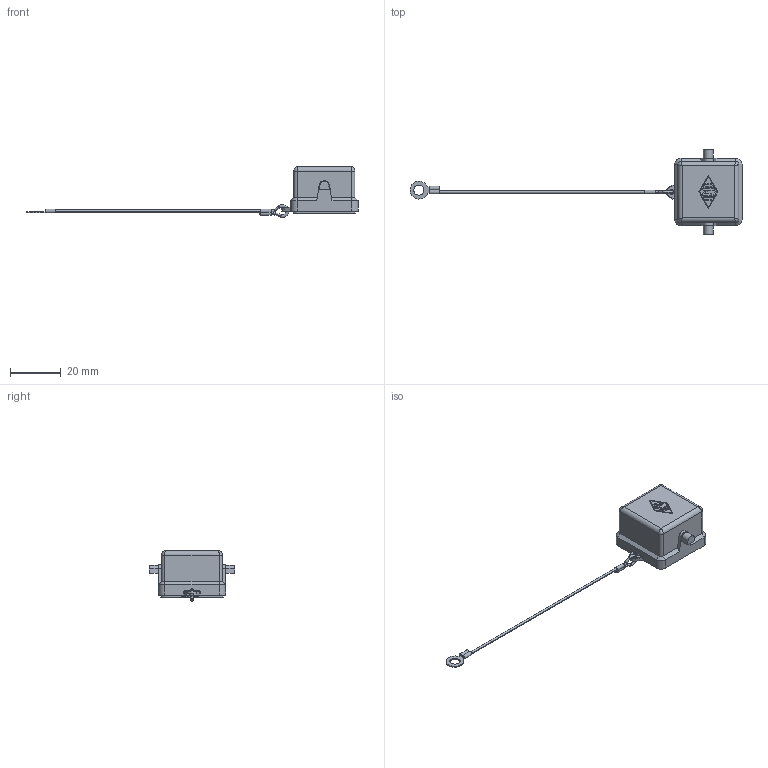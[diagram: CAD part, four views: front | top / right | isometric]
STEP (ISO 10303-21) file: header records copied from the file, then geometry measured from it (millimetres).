
FILE_DESCRIPTION(('Creo Elements/Direct Modeling STEP Export'),'2;1');
FILE_NAME('0ln7uvk4ah6thfv1776','2017-05-02T13:54:11',(''),(''),'PTC Creo Elements/Direct Modeling STEP processor for AP214 (Solid Model)','PTC Creo Elements/Direct Modeling 19.0E 27-Jun-2016 (C) Parametric Technology GmbH','');
FILE_SCHEMA(('AUTOMOTIVE_DESIGN { 1 0 10303 214 1 1 1 1 }'));
Length unit declared in the file: millimetre
Products named in the file (1): CKAG_03_C
Bounding box: 130.75 x 33.5 x 20 mm (x, y, z)
Volume: 4183.1 mm3; surface area: 5494.5 mm2
Topology: 1 solids, 1 shells, 220 faces, 575 edges, 362 vertices
Faces by surface type: plane 113, cylinder 83, torus 12, bspline 8, cone 4
Entity records: 9285 total; most frequent: CARTESIAN_POINT 2182, ORIENTED_EDGE 1130, DIRECTION 1103, EDGE_CURVE 565, AXIS2_PLACEMENT_3D 384, VERTEX_POINT 360, VECTOR 335, LINE 335
